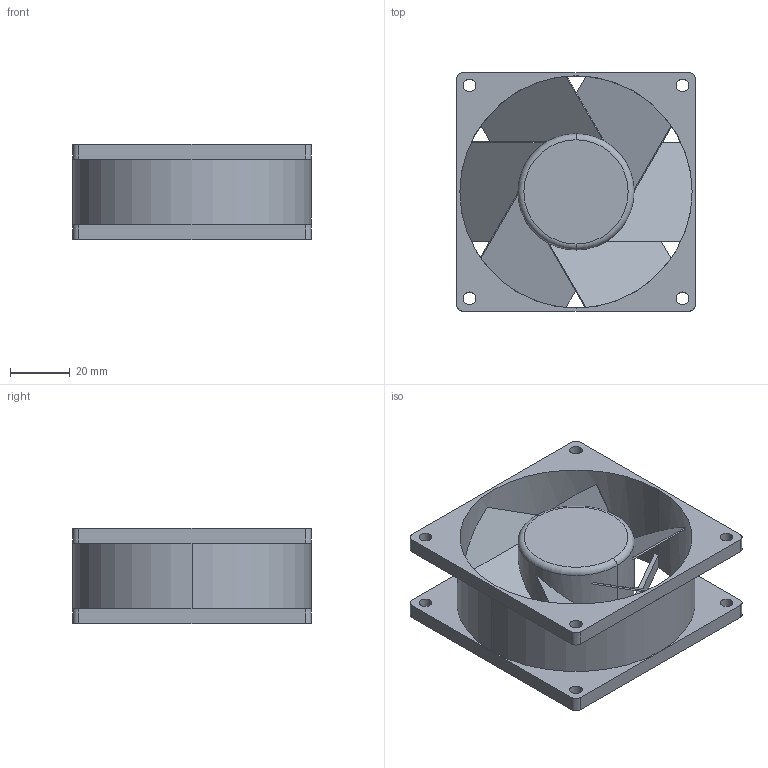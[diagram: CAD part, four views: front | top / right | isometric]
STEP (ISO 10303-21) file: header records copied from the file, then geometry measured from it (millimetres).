
FILE_DESCRIPTION(('STEP AP214'),'1');
FILE_NAME('46475.stp','2020-04-02T15:31:49',('TraceParts'),('TraceParts S.A.'),'Spatial InterOp 3D',' ',' ');
FILE_SCHEMA(('AUTOMOTIVE_DESIGN { 1 0 10303 214 1 1 1 1 }'));
Length unit declared in the file: millimetre
Products named in the file (1): 46475
Bounding box: 80 x 80 x 32 mm (x, y, z)
Volume: 62383.4 mm3; surface area: 40087.8 mm2
Topology: 1 solids, 1 shells, 99 faces, 314 edges, 203 vertices
Faces by surface type: plane 67, cylinder 30, torus 2
Entity records: 3732 total; most frequent: CARTESIAN_POINT 919, ORIENTED_EDGE 628, DIRECTION 535, EDGE_CURVE 314, VERTEX_POINT 203, AXIS2_PLACEMENT_3D 183, LINE 169, VECTOR 169
